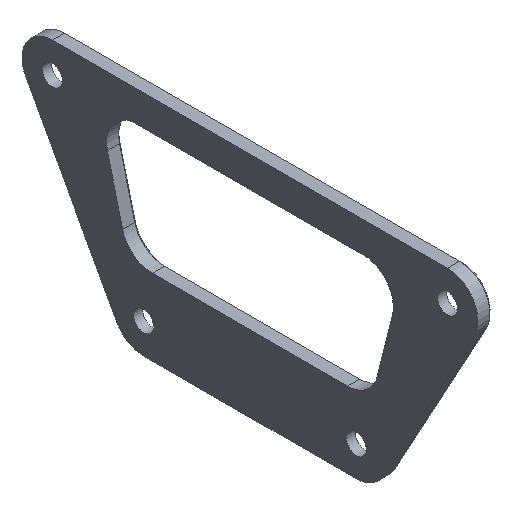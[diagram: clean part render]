
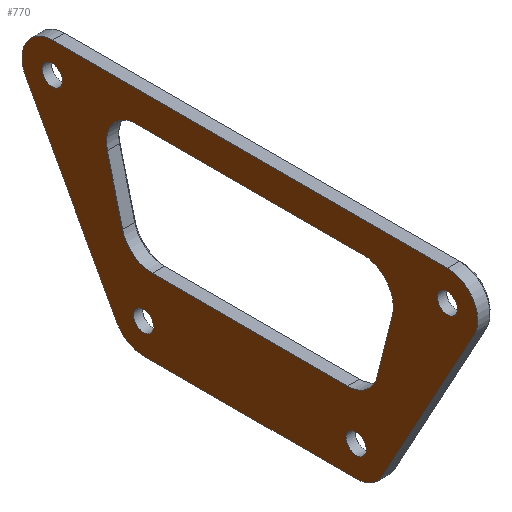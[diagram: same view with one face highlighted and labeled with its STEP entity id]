
A CAD part, isometric view. The second image highlights one B-rep face of the part: STEP entity #770.
In plain terms, the highlighted planar face has unit normal (-1, 0, 0).
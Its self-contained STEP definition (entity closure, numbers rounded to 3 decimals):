
#32=FACE_BOUND('',#160,.T.);
#33=FACE_BOUND('',#161,.T.);
#34=FACE_BOUND('',#162,.T.);
#35=FACE_BOUND('',#163,.T.);
#36=FACE_BOUND('',#164,.T.);
#58=PLANE('',#870);
#104=FACE_OUTER_BOUND('',#159,.T.);
#159=EDGE_LOOP('',(#689,#690,#691,#692,#693,#694,#695,#696));
#160=EDGE_LOOP('',(#697));
#161=EDGE_LOOP('',(#698));
#162=EDGE_LOOP('',(#699));
#163=EDGE_LOOP('',(#700,#701,#702,#703,#704,#705,#706,#707));
#164=EDGE_LOOP('',(#708));
#188=LINE('',#1203,#252);
#191=LINE('',#1211,#255);
#211=LINE('',#1270,#275);
#214=LINE('',#1278,#278);
#218=LINE('',#1290,#282);
#220=LINE('',#1296,#284);
#224=LINE('',#1311,#288);
#228=LINE('',#1320,#292);
#252=VECTOR('',#974,10.);
#255=VECTOR('',#983,10.);
#275=VECTOR('',#1043,10.);
#278=VECTOR('',#1052,10.);
#282=VECTOR('',#1066,10.);
#284=VECTOR('',#1074,10.);
#288=VECTOR('',#1092,10.);
#292=VECTOR('',#1102,10.);
#313=CIRCLE('',#822,10.);
#314=CIRCLE('',#825,10.);
#323=CIRCLE('',#845,10.);
#324=CIRCLE('',#848,10.);
#325=CIRCLE('',#851,3.3);
#326=CIRCLE('',#853,10.);
#327=CIRCLE('',#856,10.);
#328=CIRCLE('',#859,3.3);
#329=CIRCLE('',#861,3.3);
#330=CIRCLE('',#863,3.3);
#331=CIRCLE('',#866,10.);
#332=CIRCLE('',#869,10.);
#361=VERTEX_POINT('',#1195);
#362=VERTEX_POINT('',#1197);
#363=VERTEX_POINT('',#1201);
#364=VERTEX_POINT('',#1205);
#365=VERTEX_POINT('',#1209);
#382=VERTEX_POINT('',#1262);
#383=VERTEX_POINT('',#1264);
#384=VERTEX_POINT('',#1268);
#385=VERTEX_POINT('',#1272);
#386=VERTEX_POINT('',#1276);
#387=VERTEX_POINT('',#1280);
#388=VERTEX_POINT('',#1284);
#389=VERTEX_POINT('',#1288);
#390=VERTEX_POINT('',#1292);
#391=VERTEX_POINT('',#1298);
#392=VERTEX_POINT('',#1302);
#393=VERTEX_POINT('',#1306);
#394=VERTEX_POINT('',#1310);
#395=VERTEX_POINT('',#1314);
#396=VERTEX_POINT('',#1318);
#438=EDGE_CURVE('',#361,#362,#313,.T.);
#441=EDGE_CURVE('',#363,#361,#188,.T.);
#443=EDGE_CURVE('',#364,#363,#314,.T.);
#445=EDGE_CURVE('',#365,#364,#191,.T.);
#471=EDGE_CURVE('',#382,#383,#323,.T.);
#474=EDGE_CURVE('',#384,#382,#211,.T.);
#476=EDGE_CURVE('',#385,#384,#324,.T.);
#478=EDGE_CURVE('',#386,#385,#214,.T.);
#480=EDGE_CURVE('',#387,#387,#325,.T.);
#482=EDGE_CURVE('',#388,#365,#326,.T.);
#484=EDGE_CURVE('',#389,#388,#218,.T.);
#486=EDGE_CURVE('',#390,#389,#327,.T.);
#487=EDGE_CURVE('',#362,#390,#220,.T.);
#489=EDGE_CURVE('',#391,#391,#328,.T.);
#491=EDGE_CURVE('',#392,#392,#329,.T.);
#493=EDGE_CURVE('',#393,#393,#330,.T.);
#494=EDGE_CURVE('',#394,#383,#224,.T.);
#497=EDGE_CURVE('',#395,#386,#331,.T.);
#499=EDGE_CURVE('',#396,#395,#228,.T.);
#500=EDGE_CURVE('',#394,#396,#332,.T.);
#689=ORIENTED_EDGE('',*,*,#500,.F.);
#690=ORIENTED_EDGE('',*,*,#494,.T.);
#691=ORIENTED_EDGE('',*,*,#471,.F.);
#692=ORIENTED_EDGE('',*,*,#474,.F.);
#693=ORIENTED_EDGE('',*,*,#476,.F.);
#694=ORIENTED_EDGE('',*,*,#478,.F.);
#695=ORIENTED_EDGE('',*,*,#497,.F.);
#696=ORIENTED_EDGE('',*,*,#499,.F.);
#697=ORIENTED_EDGE('',*,*,#493,.F.);
#698=ORIENTED_EDGE('',*,*,#491,.F.);
#699=ORIENTED_EDGE('',*,*,#489,.F.);
#700=ORIENTED_EDGE('',*,*,#443,.F.);
#701=ORIENTED_EDGE('',*,*,#445,.F.);
#702=ORIENTED_EDGE('',*,*,#482,.F.);
#703=ORIENTED_EDGE('',*,*,#484,.F.);
#704=ORIENTED_EDGE('',*,*,#486,.F.);
#705=ORIENTED_EDGE('',*,*,#487,.F.);
#706=ORIENTED_EDGE('',*,*,#438,.F.);
#707=ORIENTED_EDGE('',*,*,#441,.F.);
#708=ORIENTED_EDGE('',*,*,#480,.F.);
#770=ADVANCED_FACE('',(#104,#32,#33,#34,#35,#36),#58,.F.);
#822=AXIS2_PLACEMENT_3D('',#1198,#968,#969);
#825=AXIS2_PLACEMENT_3D('',#1207,#978,#979);
#845=AXIS2_PLACEMENT_3D('',#1265,#1037,#1038);
#848=AXIS2_PLACEMENT_3D('',#1274,#1047,#1048);
#851=AXIS2_PLACEMENT_3D('',#1282,#1056,#1057);
#853=AXIS2_PLACEMENT_3D('',#1286,#1061,#1062);
#856=AXIS2_PLACEMENT_3D('',#1294,#1070,#1071);
#859=AXIS2_PLACEMENT_3D('',#1300,#1078,#1079);
#861=AXIS2_PLACEMENT_3D('',#1304,#1083,#1084);
#863=AXIS2_PLACEMENT_3D('',#1308,#1088,#1089);
#866=AXIS2_PLACEMENT_3D('',#1316,#1097,#1098);
#869=AXIS2_PLACEMENT_3D('',#1322,#1105,#1106);
#870=AXIS2_PLACEMENT_3D('',#1323,#1107,#1108);
#968=DIRECTION('center_axis',(-1.,0.,0.));
#969=DIRECTION('ref_axis',(0.,-0.97,-0.243));
#974=DIRECTION('',(0.,-1.,0.));
#978=DIRECTION('center_axis',(-1.,0.,0.));
#979=DIRECTION('ref_axis',(0.,0.,-1.));
#983=DIRECTION('',(0.,-0.243,-0.97));
#1037=DIRECTION('center_axis',(1.,0.,0.));
#1038=DIRECTION('ref_axis',(0.,0.,-1.));
#1043=DIRECTION('',(0.,1.,0.));
#1047=DIRECTION('center_axis',(1.,0.,0.));
#1048=DIRECTION('ref_axis',(0.,-0.878,-0.479));
#1052=DIRECTION('',(0.,0.479,-0.878));
#1056=DIRECTION('center_axis',(-1.,0.,0.));
#1057=DIRECTION('ref_axis',(0.,1.,0.));
#1061=DIRECTION('center_axis',(-1.,0.,0.));
#1062=DIRECTION('ref_axis',(0.,0.97,-0.243));
#1066=DIRECTION('',(0.,1.,0.));
#1070=DIRECTION('center_axis',(-1.,0.,0.));
#1071=DIRECTION('ref_axis',(0.,0.,1.));
#1074=DIRECTION('',(0.,-0.243,0.97));
#1078=DIRECTION('center_axis',(-1.,0.,0.));
#1079=DIRECTION('ref_axis',(0.,1.,0.));
#1083=DIRECTION('center_axis',(-1.,0.,0.));
#1084=DIRECTION('ref_axis',(0.,1.,0.));
#1088=DIRECTION('center_axis',(-1.,0.,0.));
#1089=DIRECTION('ref_axis',(0.,1.,0.));
#1092=DIRECTION('',(0.,-0.479,-0.878));
#1097=DIRECTION('center_axis',(1.,0.,0.));
#1098=DIRECTION('ref_axis',(0.,0.,1.));
#1102=DIRECTION('',(0.,-1.,0.));
#1105=DIRECTION('center_axis',(1.,0.,0.));
#1106=DIRECTION('ref_axis',(0.,0.878,-0.479));
#1107=DIRECTION('center_axis',(1.,0.,0.));
#1108=DIRECTION('ref_axis',(0.,1.,0.));
#1195=CARTESIAN_POINT('',(0.,-32.192,10.));
#1197=CARTESIAN_POINT('',(0.,-41.894,17.575));
#1198=CARTESIAN_POINT('Origin',(0.,-32.192,20.));
#1201=CARTESIAN_POINT('',(0.,32.192,10.));
#1203=CARTESIAN_POINT('',(0.,32.192,10.));
#1205=CARTESIAN_POINT('',(0.,41.894,17.575));
#1207=CARTESIAN_POINT('Origin',(0.,32.192,20.));
#1209=CARTESIAN_POINT('',(0.,46.894,37.575));
#1211=CARTESIAN_POINT('',(0.,46.894,37.575));
#1262=CARTESIAN_POINT('',(0.,35.,-15.));
#1264=CARTESIAN_POINT('',(0.,43.779,-9.789));
#1265=CARTESIAN_POINT('Origin',(0.,35.,-5.));
#1268=CARTESIAN_POINT('',(0.,-35.,-15.));
#1270=CARTESIAN_POINT('',(0.,-35.,-15.));
#1272=CARTESIAN_POINT('',(0.,-43.779,-9.789));
#1274=CARTESIAN_POINT('Origin',(0.,-35.,-5.));
#1276=CARTESIAN_POINT('',(0.,-73.779,45.211));
#1278=CARTESIAN_POINT('',(0.,-73.779,45.211));
#1280=CARTESIAN_POINT('',(0.,61.7,50.));
#1282=CARTESIAN_POINT('Origin',(0.,65.,50.));
#1284=CARTESIAN_POINT('',(0.,37.192,50.));
#1286=CARTESIAN_POINT('Origin',(0.,37.192,40.));
#1288=CARTESIAN_POINT('',(0.,-37.192,50.));
#1290=CARTESIAN_POINT('',(0.,-37.192,50.));
#1292=CARTESIAN_POINT('',(0.,-46.894,37.575));
#1294=CARTESIAN_POINT('Origin',(0.,-37.192,40.));
#1296=CARTESIAN_POINT('',(0.,-41.894,17.575));
#1298=CARTESIAN_POINT('',(0.,-38.3,-5.));
#1300=CARTESIAN_POINT('Origin',(0.,-35.,-5.));
#1302=CARTESIAN_POINT('',(0.,31.7,-5.));
#1304=CARTESIAN_POINT('Origin',(0.,35.,-5.));
#1306=CARTESIAN_POINT('',(0.,-68.3,50.));
#1308=CARTESIAN_POINT('Origin',(0.,-65.,50.));
#1310=CARTESIAN_POINT('',(0.,73.779,45.211));
#1311=CARTESIAN_POINT('',(0.,73.779,45.211));
#1314=CARTESIAN_POINT('',(0.,-65.,60.));
#1316=CARTESIAN_POINT('Origin',(0.,-65.,50.));
#1318=CARTESIAN_POINT('',(0.,65.,60.));
#1320=CARTESIAN_POINT('',(0.,65.,60.));
#1322=CARTESIAN_POINT('Origin',(0.,65.,50.));
#1323=CARTESIAN_POINT('Origin',(0.,0.,22.5));
